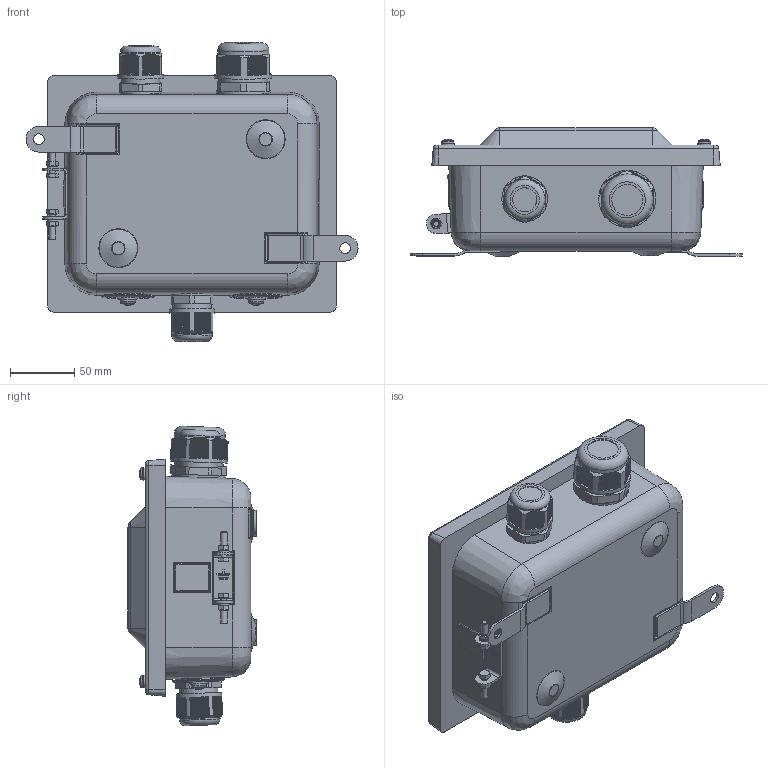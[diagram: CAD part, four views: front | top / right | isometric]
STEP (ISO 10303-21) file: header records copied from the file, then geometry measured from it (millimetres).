
FILE_DESCRIPTION(/* description */ (''),/* implementation_level */ '2;1');
FILE_NAME(/* name */ '',/* time_stamp */ '2024-10-09T08:58:24+07:00',/* author */ ('zeta-82'),/* organization */ (''),/* preprocessor_version */ 'ST-DEVELOPER v19.2',/* originating_system */ 'Autodesk Inventor 2024',/* authorisation */ '');
FILE_SCHEMA (('AUTOMOTIVE_DESIGN { 1 0 10303 214 3 1 1 }'));
Products named in the file (1): ГОФРОМАТИК КЗНС-
08 (zeta30315)
Bounding box: 259 x 100 x 233.67 mm (x, y, z)
Volume: 2845551.6 mm3; surface area: 166927.8 mm2
Topology: 17 solids, 17 shells, 1801 faces, 4999 edges, 3270 vertices
Faces by surface type: plane 932, cylinder 551, bspline 144, cone 107, torus 57, sphere 10
Full cylindrical faces by diameter (mm): 4.567 x2, 5 x4, 5.5 x2, 6.7 x2, 8.5 x2, 10 x4, 14 x2, 18.7 x2, 24.2 x1, 29.8 x2, 31.5 x2, 32.5 x2, 35.6 x2, 36 x2, 38.2 x1, 40 x1, 42 x1, 44.4 x1
Entity records: 63750 total; most frequent: CARTESIAN_POINT 18711, ORIENTED_EDGE 9962, DIRECTION 7912, EDGE_CURVE 4981, VERTEX_POINT 3270, AXIS2_PLACEMENT_3D 2673, LINE 2566, VECTOR 2566
